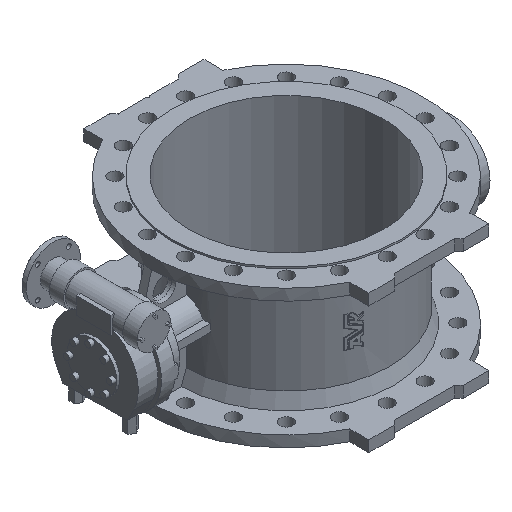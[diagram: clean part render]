
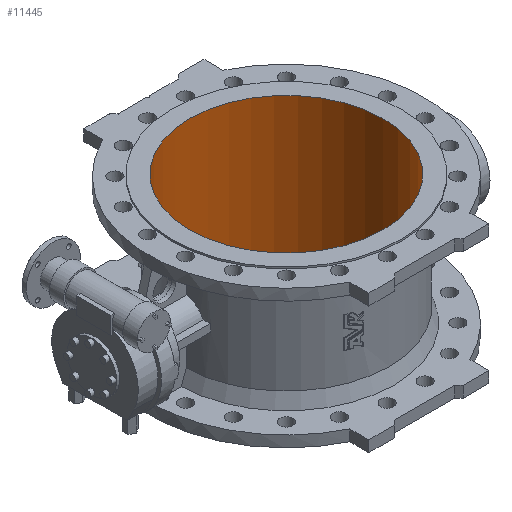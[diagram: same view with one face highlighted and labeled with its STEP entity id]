
A CAD part, isometric view. The second image highlights one B-rep face of the part: STEP entity #11445.
In plain terms, the highlighted cylindrical face has radius 225 mm (diameter 450 mm), a full revolution.
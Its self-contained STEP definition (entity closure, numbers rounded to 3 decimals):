
#16 = DIRECTION ( 'NONE',  ( -1., 0., 0. ) ) ;
#17 = DIRECTION ( 'NONE',  ( 0., 0., 1. ) ) ;
#18 = CARTESIAN_POINT ( 'NONE',  ( 0., -3., -165. ) ) ;
#591 = AXIS2_PLACEMENT_3D ( 'NONE', #7913, #7914, #7915 ) ;
#611 = AXIS2_PLACEMENT_3D ( 'NONE', #18, #17, #16 ) ;
#949 = EDGE_CURVE ( 'NONE', #12091, #12091, #6114, .T. ) ;
#990 = EDGE_CURVE ( 'NONE', #12107, #12107, #6196, .T. ) ;
#2159 = FACE_OUTER_BOUND ( 'NONE', #5069, .T. ) ;
#2164 = FACE_OUTER_BOUND ( 'NONE', #5095, .T. ) ;
#3185 = DIRECTION ( 'NONE',  ( -1., 0., 0. ) ) ;
#3186 = DIRECTION ( 'NONE',  ( 0., 0., 1. ) ) ;
#3189 = CARTESIAN_POINT ( 'NONE',  ( 0., -3., 133.661 ) ) ;
#5069 = EDGE_LOOP ( 'NONE', ( #10121 ) ) ;
#5095 = EDGE_LOOP ( 'NONE', ( #10122 ) ) ;
#6114 = CIRCLE ( 'NONE', #611, 225. ) ;
#6196 = CIRCLE ( 'NONE', #591, 225. ) ;
#6211 = CYLINDRICAL_SURFACE ( 'NONE', #14920, 225. ) ;
#7913 = CARTESIAN_POINT ( 'NONE',  ( 0., -3., 165. ) ) ;
#7914 = DIRECTION ( 'NONE',  ( 0., 0., 1. ) ) ;
#7915 = DIRECTION ( 'NONE',  ( -1., 0., 0. ) ) ;
#10121 = ORIENTED_EDGE ( 'NONE', *, *, #949, .F. ) ;
#10122 = ORIENTED_EDGE ( 'NONE', *, *, #990, .T. ) ;
#11445 = ADVANCED_FACE ( 'NONE', ( #2159, #2164 ), #6211, .F. ) ;
#12091 = VERTEX_POINT ( 'NONE', #16676 ) ;
#12107 = VERTEX_POINT ( 'NONE', #16692 ) ;
#14920 = AXIS2_PLACEMENT_3D ( 'NONE', #3189, #3186, #3185 ) ;
#16676 = CARTESIAN_POINT ( 'NONE',  ( -225., -3., -165. ) ) ;
#16692 = CARTESIAN_POINT ( 'NONE',  ( -225., -3., 165. ) ) ;
